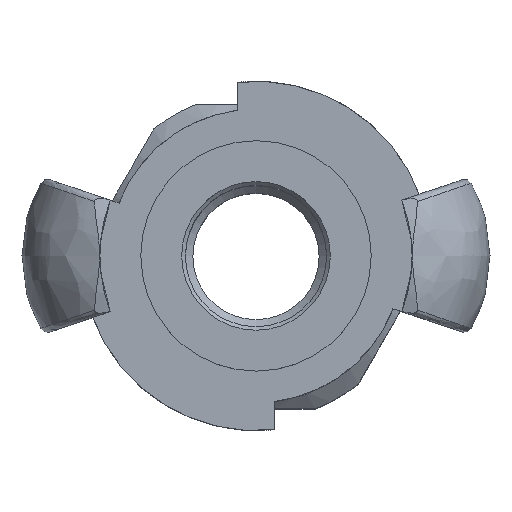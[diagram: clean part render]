
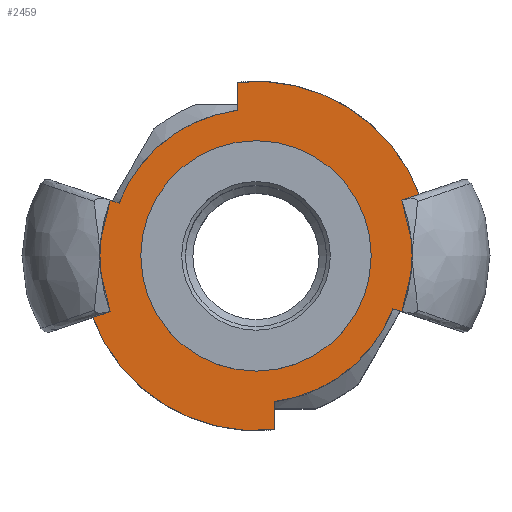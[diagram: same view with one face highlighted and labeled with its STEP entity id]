
A CAD part, top view. The second image highlights one B-rep face of the part: STEP entity #2459.
In plain terms, the highlighted planar face has unit normal (0, 0, 1).
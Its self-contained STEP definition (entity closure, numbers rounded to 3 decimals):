
#102=FACE_BOUND('',#453,.T.);
#150=PLANE('',#2718);
#306=FACE_OUTER_BOUND('',#452,.T.);
#452=EDGE_LOOP('',(#1990,#1991,#1992,#1993,#1994,#1995,#1996,#1997,#1998,
#1999,#2000,#2001));
#453=EDGE_LOOP('',(#2002));
#564=LINE('',#4030,#683);
#575=LINE('',#4211,#694);
#579=LINE('',#4237,#698);
#583=LINE('',#4263,#702);
#586=LINE('',#4280,#705);
#589=LINE('',#4503,#708);
#683=VECTOR('',#3220,10.);
#694=VECTOR('',#3261,10.);
#698=VECTOR('',#3269,10.);
#702=VECTOR('',#3285,10.);
#705=VECTOR('',#3290,10.);
#708=VECTOR('',#3297,10.);
#833=CIRCLE('',#2675,25.5);
#835=CIRCLE('',#2678,25.5);
#843=CIRCLE('',#2696,23.497);
#848=CIRCLE('',#2708,23.5);
#849=CIRCLE('',#2719,19.75);
#850=CIRCLE('',#2720,19.75);
#851=CIRCLE('',#2721,15.5);
#1031=VERTEX_POINT('',#3919);
#1032=VERTEX_POINT('',#3921);
#1035=VERTEX_POINT('',#3946);
#1036=VERTEX_POINT('',#3948);
#1043=VERTEX_POINT('',#4023);
#1046=VERTEX_POINT('',#4028);
#1062=VERTEX_POINT('',#4152);
#1063=VERTEX_POINT('',#4154);
#1067=VERTEX_POINT('',#4235);
#1070=VERTEX_POINT('',#4245);
#1075=VERTEX_POINT('',#4279);
#1087=VERTEX_POINT('',#4502);
#1094=VERTEX_POINT('',#4919);
#1317=EDGE_CURVE('',#1031,#1032,#833,.T.);
#1322=EDGE_CURVE('',#1035,#1036,#835,.T.);
#1337=EDGE_CURVE('',#1043,#1046,#564,.T.);
#1355=EDGE_CURVE('',#1063,#1062,#843,.T.);
#1363=EDGE_CURVE('',#1063,#1035,#575,.T.);
#1368=EDGE_CURVE('',#1062,#1067,#579,.T.);
#1372=EDGE_CURVE('',#1070,#1043,#848,.T.);
#1376=EDGE_CURVE('',#1070,#1031,#583,.T.);
#1380=EDGE_CURVE('',#1036,#1075,#586,.T.);
#1396=EDGE_CURVE('',#1032,#1087,#589,.T.);
#1413=EDGE_CURVE('',#1087,#1067,#849,.T.);
#1414=EDGE_CURVE('',#1075,#1046,#850,.T.);
#1415=EDGE_CURVE('',#1094,#1094,#851,.T.);
#1990=ORIENTED_EDGE('',*,*,#1380,.F.);
#1991=ORIENTED_EDGE('',*,*,#1322,.F.);
#1992=ORIENTED_EDGE('',*,*,#1363,.F.);
#1993=ORIENTED_EDGE('',*,*,#1355,.T.);
#1994=ORIENTED_EDGE('',*,*,#1368,.T.);
#1995=ORIENTED_EDGE('',*,*,#1413,.F.);
#1996=ORIENTED_EDGE('',*,*,#1396,.F.);
#1997=ORIENTED_EDGE('',*,*,#1317,.F.);
#1998=ORIENTED_EDGE('',*,*,#1376,.F.);
#1999=ORIENTED_EDGE('',*,*,#1372,.T.);
#2000=ORIENTED_EDGE('',*,*,#1337,.T.);
#2001=ORIENTED_EDGE('',*,*,#1414,.F.);
#2002=ORIENTED_EDGE('',*,*,#1415,.T.);
#2459=ADVANCED_FACE('',(#306,#102),#150,.F.);
#2675=AXIS2_PLACEMENT_3D('',#3922,#3186,#3187);
#2678=AXIS2_PLACEMENT_3D('',#3949,#3194,#3195);
#2696=AXIS2_PLACEMENT_3D('',#4155,#3247,#3248);
#2708=AXIS2_PLACEMENT_3D('',#4246,#3279,#3280);
#2718=AXIS2_PLACEMENT_3D('',#4916,#3309,#3310);
#2719=AXIS2_PLACEMENT_3D('',#4917,#3311,#3312);
#2720=AXIS2_PLACEMENT_3D('',#4918,#3313,#3314);
#2721=AXIS2_PLACEMENT_3D('',#4920,#3315,#3316);
#3186=DIRECTION('center_axis',(0.,0.,-1.));
#3187=DIRECTION('ref_axis',(0.,-1.,0.));
#3194=DIRECTION('center_axis',(0.,0.,-1.));
#3195=DIRECTION('ref_axis',(0.,-1.,0.));
#3220=DIRECTION('',(0.,1.,0.));
#3247=DIRECTION('center_axis',(0.,0.,1.));
#3248=DIRECTION('ref_axis',(0.936,0.353,0.));
#3261=DIRECTION('',(0.948,0.319,0.));
#3269=DIRECTION('',(0.,-1.,0.));
#3279=DIRECTION('center_axis',(0.,0.,1.));
#3280=DIRECTION('ref_axis',(-0.936,-0.353,0.));
#3285=DIRECTION('',(-0.948,-0.319,0.));
#3290=DIRECTION('',(-0.948,0.319,0.));
#3297=DIRECTION('',(0.948,-0.319,0.));
#3309=DIRECTION('center_axis',(0.,0.,-1.));
#3310=DIRECTION('ref_axis',(-1.,0.,0.));
#3311=DIRECTION('center_axis',(0.,0.,-1.));
#3312=DIRECTION('ref_axis',(-1.,0.,0.));
#3313=DIRECTION('center_axis',(0.,0.,-1.));
#3314=DIRECTION('ref_axis',(-1.,0.,0.));
#3315=DIRECTION('center_axis',(0.,0.,-1.));
#3316=DIRECTION('ref_axis',(0.,1.,0.));
#3919=CARTESIAN_POINT('',(-23.883,-8.937,1.162));
#3921=CARTESIAN_POINT('',(-23.883,8.937,1.162));
#3922=CARTESIAN_POINT('Origin',(0.,0.,1.162));
#3946=CARTESIAN_POINT('',(23.883,8.937,1.162));
#3948=CARTESIAN_POINT('',(23.883,-8.937,1.162));
#3949=CARTESIAN_POINT('Origin',(0.,0.,1.162));
#4023=CARTESIAN_POINT('',(2.5,-23.367,1.162));
#4028=CARTESIAN_POINT('',(2.5,-19.591,1.162));
#4030=CARTESIAN_POINT('',(2.5,0.,1.162));
#4152=CARTESIAN_POINT('',(-2.5,23.364,1.162));
#4154=CARTESIAN_POINT('',(21.984,8.298,1.162));
#4155=CARTESIAN_POINT('Origin',(0.,0.,1.162));
#4211=CARTESIAN_POINT('',(7.151,3.302,1.162));
#4235=CARTESIAN_POINT('',(-2.5,19.591,1.162));
#4237=CARTESIAN_POINT('',(-2.5,0.,1.162));
#4245=CARTESIAN_POINT('',(-21.986,-8.299,1.162));
#4246=CARTESIAN_POINT('Origin',(0.,0.,1.162));
#4263=CARTESIAN_POINT('',(-11.008,-4.601,1.162));
#4279=CARTESIAN_POINT('',(18.429,-7.101,1.162));
#4280=CARTESIAN_POINT('',(16.054,-6.301,1.162));
#4502=CARTESIAN_POINT('',(-18.429,7.101,1.162));
#4503=CARTESIAN_POINT('',(-12.197,5.002,1.162));
#4916=CARTESIAN_POINT('Origin',(0.,-12.75,1.162));
#4917=CARTESIAN_POINT('Origin',(0.,0.,1.162));
#4918=CARTESIAN_POINT('Origin',(0.,0.,1.162));
#4919=CARTESIAN_POINT('',(0.,-15.5,1.162));
#4920=CARTESIAN_POINT('Origin',(0.,0.,1.162));
